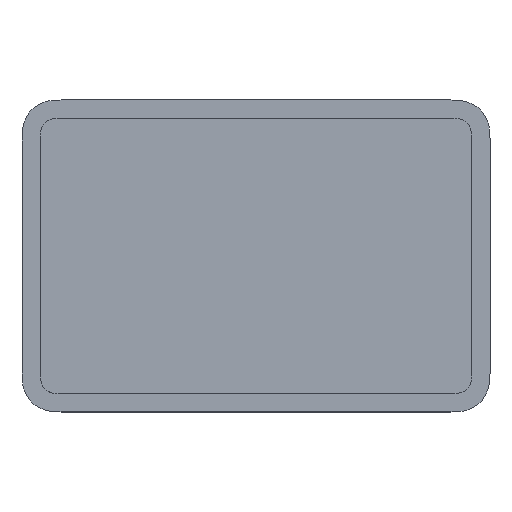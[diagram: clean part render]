
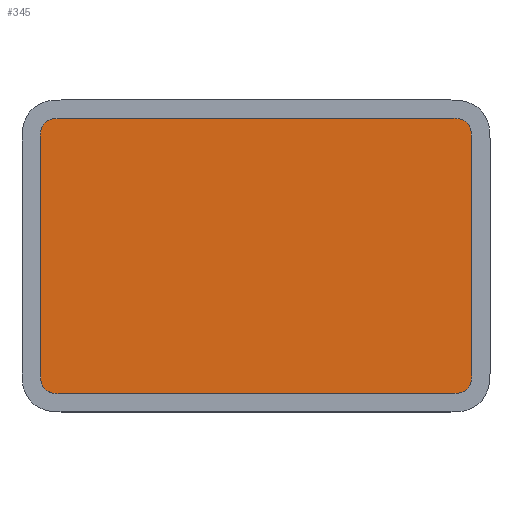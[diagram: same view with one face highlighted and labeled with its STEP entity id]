
A CAD part, top view. The second image highlights one B-rep face of the part: STEP entity #345.
In plain terms, the highlighted planar face has unit normal (0, 0, 1).
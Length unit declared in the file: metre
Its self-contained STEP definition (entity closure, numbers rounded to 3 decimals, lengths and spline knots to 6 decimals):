
#20=B_SPLINE_CURVE_WITH_KNOTS('',3,(#873,#874,#875,#876,#877,#878,#879),
 .UNSPECIFIED.,.F.,.F.,(4,1,1,1,4),(0.,0.001181,0.002362,
0.003543,0.004724),.UNSPECIFIED.);
#22=B_SPLINE_CURVE_WITH_KNOTS('',3,(#928,#929,#930,#931,#932,#933,#934),
 .UNSPECIFIED.,.F.,.F.,(4,1,1,1,4),(0.,0.001181,0.002362,
0.003543,0.004724),.UNSPECIFIED.);
#24=B_SPLINE_CURVE_WITH_KNOTS('',3,(#983,#984,#985,#986,#987,#988,#989),
 .UNSPECIFIED.,.F.,.F.,(4,1,1,1,4),(0.,0.001181,0.002362,
0.003543,0.004724),.UNSPECIFIED.);
#26=B_SPLINE_CURVE_WITH_KNOTS('',3,(#1038,#1039,#1040,#1041,#1042,#1043,
#1044),.UNSPECIFIED.,.F.,.F.,(4,1,1,1,4),(0.,0.001181,0.002362,
0.003543,0.004724),.UNSPECIFIED.);
#124=ORIENTED_EDGE('',*,*,#178,.T.);
#125=ORIENTED_EDGE('',*,*,#156,.F.);
#126=ORIENTED_EDGE('',*,*,#160,.T.);
#127=ORIENTED_EDGE('',*,*,#163,.T.);
#128=ORIENTED_EDGE('',*,*,#166,.T.);
#129=ORIENTED_EDGE('',*,*,#169,.T.);
#130=ORIENTED_EDGE('',*,*,#172,.T.);
#131=ORIENTED_EDGE('',*,*,#175,.F.);
#156=EDGE_CURVE('',#196,#197,#228,.T.);
#160=EDGE_CURVE('',#196,#200,#20,.T.);
#163=EDGE_CURVE('',#200,#202,#233,.T.);
#166=EDGE_CURVE('',#202,#204,#22,.T.);
#169=EDGE_CURVE('',#204,#206,#237,.T.);
#172=EDGE_CURVE('',#206,#208,#24,.T.);
#175=EDGE_CURVE('',#210,#208,#241,.T.);
#178=EDGE_CURVE('',#210,#197,#26,.T.);
#196=VERTEX_POINT('',#834);
#197=VERTEX_POINT('',#835);
#200=VERTEX_POINT('',#880);
#202=VERTEX_POINT('',#892);
#204=VERTEX_POINT('',#935);
#206=VERTEX_POINT('',#947);
#208=VERTEX_POINT('',#990);
#210=VERTEX_POINT('',#1002);
#228=LINE('',#833,#260);
#233=LINE('',#891,#265);
#237=LINE('',#946,#269);
#241=LINE('',#1001,#273);
#260=VECTOR('',#400,1.);
#265=VECTOR('',#407,1.);
#269=VECTOR('',#413,1.);
#273=VECTOR('',#419,1.);
#295=EDGE_LOOP('',(#124,#125,#126,#127,#128,#129,#130,#131));
#315=FACE_BOUND('',#295,.T.);
#326=PLANE('',#369);
#345=ADVANCED_FACE('',(#315),#326,.T.);
#369=AXIS2_PLACEMENT_3D('',#1053,#424,#425);
#400=DIRECTION('',(0.,1.,0.));
#407=DIRECTION('',(1.,0.,0.));
#413=DIRECTION('',(0.,1.,0.));
#419=DIRECTION('',(1.,0.,0.));
#424=DIRECTION('',(0.,0.,1.));
#425=DIRECTION('',(1.,0.,0.));
#833=CARTESIAN_POINT('',(0.003,0.0254,0.));
#834=CARTESIAN_POINT('',(0.003,0.005921,0.));
#835=CARTESIAN_POINT('',(0.003,0.044879,0.));
#873=CARTESIAN_POINT('',(0.003,0.005921,0.));
#874=CARTESIAN_POINT('',(0.003,0.005525,0.));
#875=CARTESIAN_POINT('',(0.003053,0.004729,0.));
#876=CARTESIAN_POINT('',(0.003648,0.003652,0.));
#877=CARTESIAN_POINT('',(0.00473,0.003052,0.));
#878=CARTESIAN_POINT('',(0.005524,0.003,0.));
#879=CARTESIAN_POINT('',(0.005921,0.003,0.));
#880=CARTESIAN_POINT('',(0.005921,0.003,0.));
#891=CARTESIAN_POINT('',(0.0381,0.003,0.));
#892=CARTESIAN_POINT('',(0.070279,0.003,0.));
#928=CARTESIAN_POINT('',(0.070279,0.003,0.));
#929=CARTESIAN_POINT('',(0.070675,0.003,0.));
#930=CARTESIAN_POINT('',(0.071471,0.003053,0.));
#931=CARTESIAN_POINT('',(0.072548,0.003648,0.));
#932=CARTESIAN_POINT('',(0.073148,0.00473,0.));
#933=CARTESIAN_POINT('',(0.0732,0.005524,0.));
#934=CARTESIAN_POINT('',(0.0732,0.005921,0.));
#935=CARTESIAN_POINT('',(0.0732,0.005921,0.));
#946=CARTESIAN_POINT('',(0.0732,0.0254,0.));
#947=CARTESIAN_POINT('',(0.0732,0.044879,0.));
#983=CARTESIAN_POINT('',(0.0732,0.044879,0.));
#984=CARTESIAN_POINT('',(0.0732,0.045275,0.));
#985=CARTESIAN_POINT('',(0.073147,0.046071,0.));
#986=CARTESIAN_POINT('',(0.072552,0.047148,0.));
#987=CARTESIAN_POINT('',(0.07147,0.047748,0.));
#988=CARTESIAN_POINT('',(0.070676,0.0478,0.));
#989=CARTESIAN_POINT('',(0.070279,0.0478,0.));
#990=CARTESIAN_POINT('',(0.070279,0.0478,0.));
#1001=CARTESIAN_POINT('',(0.0381,0.0478,0.));
#1002=CARTESIAN_POINT('',(0.005921,0.0478,0.));
#1038=CARTESIAN_POINT('',(0.005921,0.0478,0.));
#1039=CARTESIAN_POINT('',(0.005525,0.0478,0.));
#1040=CARTESIAN_POINT('',(0.004729,0.047747,0.));
#1041=CARTESIAN_POINT('',(0.003652,0.047152,0.));
#1042=CARTESIAN_POINT('',(0.003052,0.04607,0.));
#1043=CARTESIAN_POINT('',(0.003,0.045276,0.));
#1044=CARTESIAN_POINT('',(0.003,0.044879,0.));
#1053=CARTESIAN_POINT('',(0.0381,0.0254,0.));
